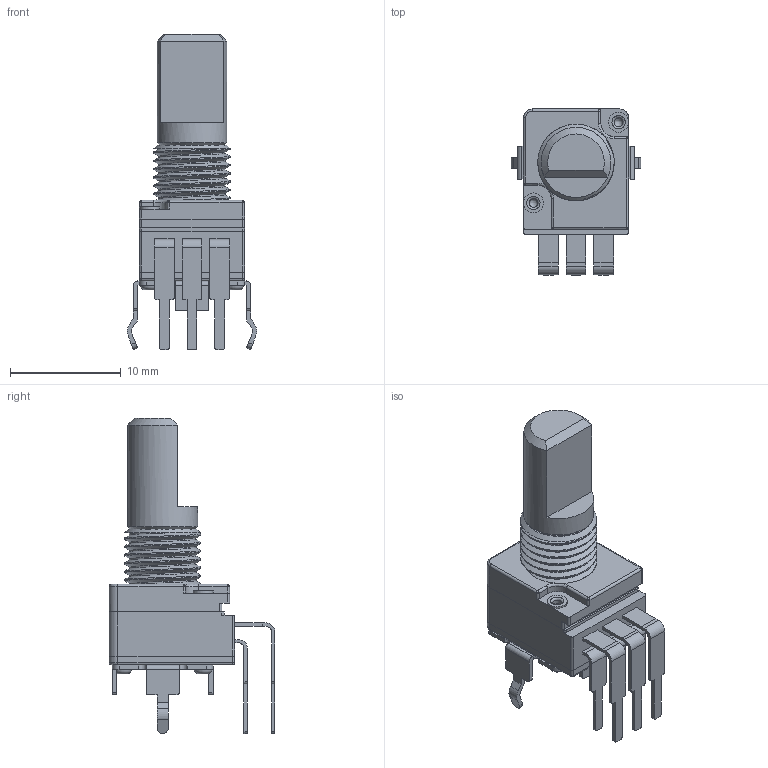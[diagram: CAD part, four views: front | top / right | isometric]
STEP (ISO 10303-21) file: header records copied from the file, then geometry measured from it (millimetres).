
FILE_DESCRIPTION((' '),'2;1');
FILE_NAME( 'RD902F-40-15F.stp', '2022-08-29T14:49:58', (' '), ('--- Datakit www.datakit.com---'), ' Datakit CrossCadWare V2022.3 Jun 15 2022', 'DATAKIT 2022 (c)', ' ');
FILE_SCHEMA(('AP242_MANAGED_MODEL_BASED_3D_ENGINEERING_MIM_LF { 1 0 10303 442 1 1 4 }'));
Length unit declared in the file: millimetre
Products named in the file (1): RD902F-40-15F
Bounding box: 11.72 x 15 x 28.5 mm (x, y, z)
Volume: 1244.6 mm3; surface area: 1894.2 mm2
Topology: 15 solids, 15 shells, 336 faces, 908 edges, 596 vertices
Faces by surface type: plane 190, cylinder 119, revolution 20, cone 3, bspline 2, torus 2
Full cylindrical faces by diameter (mm): 0.8 x2, 1.2 x10, 1.8 x2, 6.32 x1
Entity records: 12497 total; most frequent: CARTESIAN_POINT 3796, ORIENTED_EDGE 1704, DIRECTION 1683, EDGE_CURVE 852, VERTEX_POINT 583, AXIS2_PLACEMENT_3D 557, VECTOR 549, LINE 549
